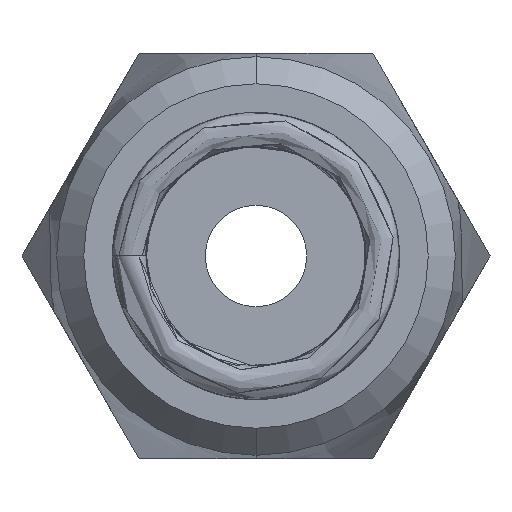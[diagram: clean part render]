
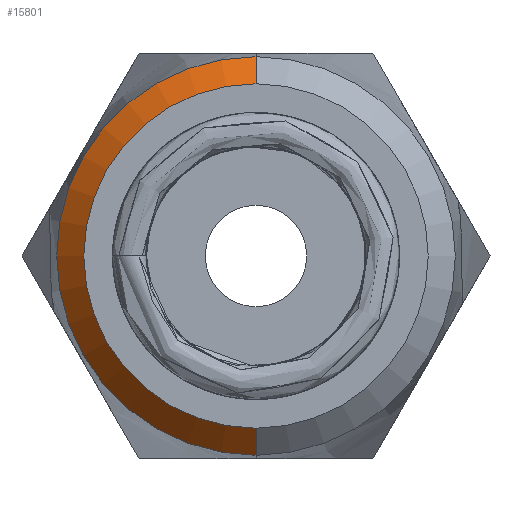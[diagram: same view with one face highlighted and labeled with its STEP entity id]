
A CAD part, front view. The second image highlights one B-rep face of the part: STEP entity #15801.
In plain terms, the highlighted conical face has half-angle 45 degrees and reference radius 5.9 mm.
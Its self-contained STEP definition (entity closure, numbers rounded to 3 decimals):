
#29 = VECTOR ( 'NONE', #8703, 1000. ) ;
#117 = AXIS2_PLACEMENT_3D ( 'NONE', #1005, #1006, #1007 ) ;
#127 = CONICAL_SURFACE ( 'NONE', #117, 5.9, 0.785 ) ;
#1005 = CARTESIAN_POINT ( 'NONE',  ( 0., -3.7, 0. ) ) ;
#1006 = DIRECTION ( 'NONE',  ( 0., 1., 0. ) ) ;
#1007 = DIRECTION ( 'NONE',  ( 0., 0., -1. ) ) ;
#1036 = CARTESIAN_POINT ( 'NONE',  ( 0., -4.5, 5.1 ) ) ;
#1062 = CARTESIAN_POINT ( 'NONE',  ( 0., -3.7, 5.9 ) ) ;
#1088 = CARTESIAN_POINT ( 'NONE',  ( 0., -4.5, -5.1 ) ) ;
#1094 = CARTESIAN_POINT ( 'NONE',  ( 0., -3.7, -5.9 ) ) ;
#6478 = CARTESIAN_POINT ( 'NONE',  ( 0., -4.5, 0. ) ) ;
#6479 = DIRECTION ( 'NONE',  ( 0., 1., 0. ) ) ;
#6480 = DIRECTION ( 'NONE',  ( 0., 0., 1. ) ) ;
#8702 = CARTESIAN_POINT ( 'NONE',  ( 0., -3.7, 5.9 ) ) ;
#8703 = DIRECTION ( 'NONE',  ( 0., 0.707, 0.707 ) ) ;
#10552 = CIRCLE ( 'NONE', #10566, 5.9 ) ;
#10563 = VECTOR ( 'NONE', #13845, 1000. ) ;
#10566 = AXIS2_PLACEMENT_3D ( 'NONE', #13892, #13891, #13890 ) ;
#13153 = EDGE_CURVE ( 'NONE', #18741, #18627, #10552, .T. ) ;
#13167 = EDGE_CURVE ( 'NONE', #18702, #18741, #17029, .T. ) ;
#13738 = CARTESIAN_POINT ( 'NONE',  ( 0., -3.7, -5.9 ) ) ;
#13845 = DIRECTION ( 'NONE',  ( 0., 0.707, -0.707 ) ) ;
#13890 = DIRECTION ( 'NONE',  ( 0., 0., -1. ) ) ;
#13891 = DIRECTION ( 'NONE',  ( 0., 1., 0. ) ) ;
#13892 = CARTESIAN_POINT ( 'NONE',  ( 0., -3.7, 0. ) ) ;
#15677 = EDGE_CURVE ( 'NONE', #18504, #18627, #17058, .T. ) ;
#15776 = EDGE_CURVE ( 'NONE', #18702, #18504, #16206, .T. ) ;
#15801 = ADVANCED_FACE ( 'NONE', ( #17148 ), #127, .T. ) ;
#16159 = AXIS2_PLACEMENT_3D ( 'NONE', #6478, #6479, #6480 ) ;
#16206 = CIRCLE ( 'NONE', #16159, 5.1 ) ;
#17029 = LINE ( 'NONE', #13738, #10563 ) ;
#17058 = LINE ( 'NONE', #8702, #29 ) ;
#17148 = FACE_OUTER_BOUND ( 'NONE', #18491, .T. ) ;
#18491 = EDGE_LOOP ( 'NONE', ( #18595, #18714, #18600, #18647 ) ) ;
#18504 = VERTEX_POINT ( 'NONE', #1036 ) ;
#18595 = ORIENTED_EDGE ( 'NONE', *, *, #15776, .T. ) ;
#18600 = ORIENTED_EDGE ( 'NONE', *, *, #13153, .F. ) ;
#18627 = VERTEX_POINT ( 'NONE', #1062 ) ;
#18647 = ORIENTED_EDGE ( 'NONE', *, *, #13167, .F. ) ;
#18702 = VERTEX_POINT ( 'NONE', #1088 ) ;
#18714 = ORIENTED_EDGE ( 'NONE', *, *, #15677, .T. ) ;
#18741 = VERTEX_POINT ( 'NONE', #1094 ) ;
